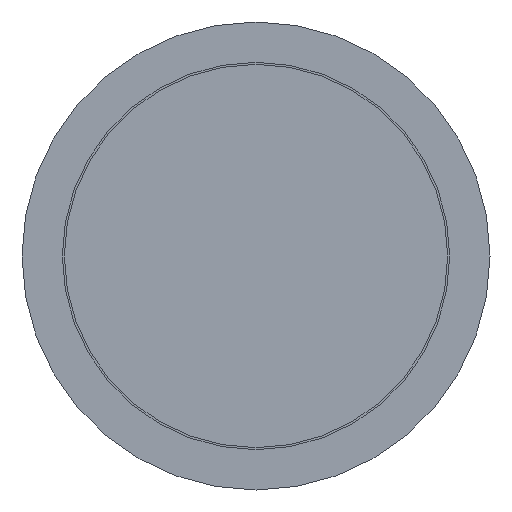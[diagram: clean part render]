
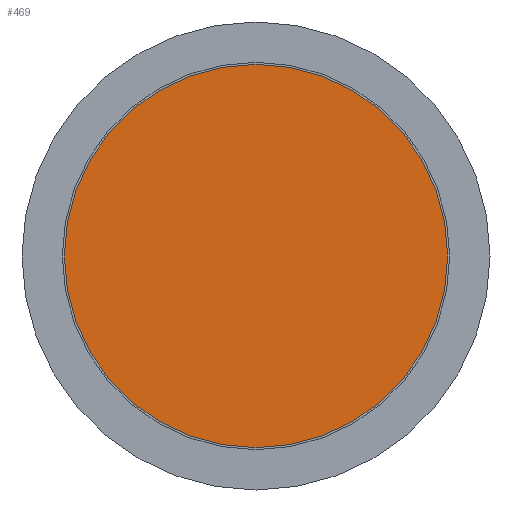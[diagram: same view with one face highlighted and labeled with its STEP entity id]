
A CAD part, front view. The second image highlights one B-rep face of the part: STEP entity #469.
In plain terms, the highlighted planar face has unit normal (0, -1, 0).
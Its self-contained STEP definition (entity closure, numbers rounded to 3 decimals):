
#19 = AXIS2_PLACEMENT_3D ( 'NONE', #167, #76, #309 ) ;
#23 = CIRCLE ( 'NONE', #445, 23.75 ) ;
#29 = ORIENTED_EDGE ( 'NONE', *, *, #110, .T. ) ;
#76 = DIRECTION ( 'NONE',  ( 0., 1., 0. ) ) ;
#79 = FACE_OUTER_BOUND ( 'NONE', #221, .T. ) ;
#110 = EDGE_CURVE ( 'NONE', #401, #401, #23, .T. ) ;
#136 = DIRECTION ( 'NONE',  ( 0., -1., 0. ) ) ;
#167 = CARTESIAN_POINT ( 'NONE',  ( -23.75, 0., 0. ) ) ;
#221 = EDGE_LOOP ( 'NONE', ( #29 ) ) ;
#224 = PLANE ( 'NONE',  #19 ) ;
#280 = CARTESIAN_POINT ( 'NONE',  ( 0., 0., -23.75 ) ) ;
#309 = DIRECTION ( 'NONE',  ( 0., 0., 1. ) ) ;
#401 = VERTEX_POINT ( 'NONE', #280 ) ;
#445 = AXIS2_PLACEMENT_3D ( 'NONE', #519, #136, #487 ) ;
#469 = ADVANCED_FACE ( 'NONE', ( #79 ), #224, .F. ) ;
#487 = DIRECTION ( 'NONE',  ( 0., 0., -1. ) ) ;
#519 = CARTESIAN_POINT ( 'NONE',  ( 0., 0., 0. ) ) ;
